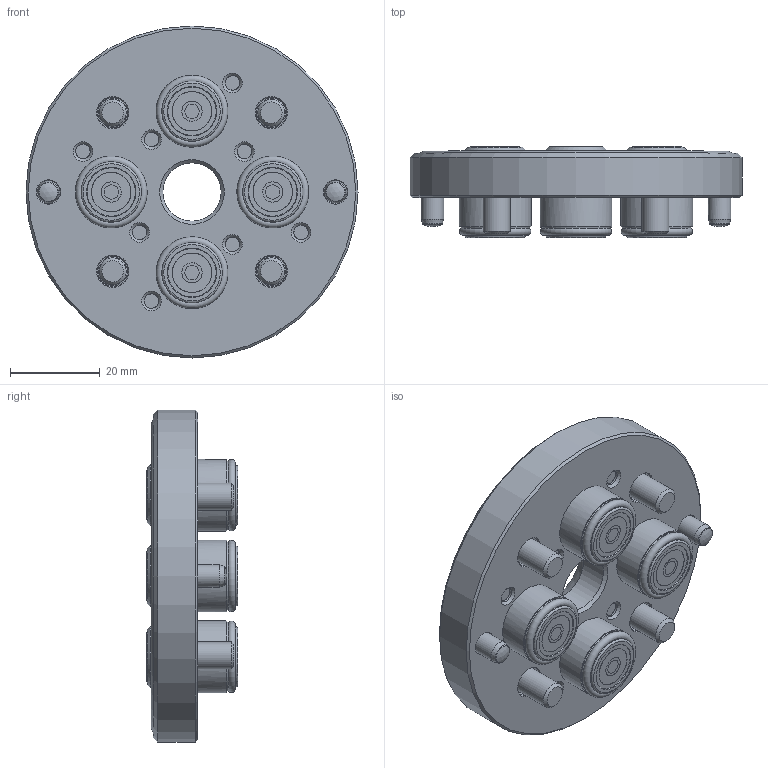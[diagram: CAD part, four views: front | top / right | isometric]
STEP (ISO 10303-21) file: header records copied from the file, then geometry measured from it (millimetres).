
FILE_DESCRIPTION (( 'STEP AP214' ), '1' );
FILE_NAME ('STARK_703 016_B.STEP', '2019-03-20T06:51:47', ( '' ), ( '' ), 'SwSTEP 2.0', 'SolidWorks 2017', '' );
FILE_SCHEMA (( 'AUTOMOTIVE_DESIGN' ));
Length unit declared in the file: millimetre
Products named in the file (1): STARK_703 016_B
Bounding box: 74 x 20.39 x 74 mm (x, y, z)
Volume: 48673.1 mm3; surface area: 21604.5 mm2
Topology: 1 solids, 24 shells, 573 faces, 1308 edges, 856 vertices
Faces by surface type: plane 263, cylinder 154, cone 102, torus 52, sphere 2
Full cylindrical faces by diameter (mm): 2.55 x2, 3.3 x10, 4 x8, 5 x8, 5.7 x4, 6 x4, 6.8 x4, 7 x8, 10 x8, 11 x8, 13 x1, 13.4 x4, 13.74 x4, 16 x8, 74 x1
Entity records: 18935 total; most frequent: DIRECTION 2602, CARTESIAN_POINT 2316, ORIENTED_EDGE 1958, AXIS2_PLACEMENT_3D 1049, EDGE_CURVE 979, EDGE_LOOP 918, VERTEX_POINT 763, FACE_OUTER_BOUND 707
